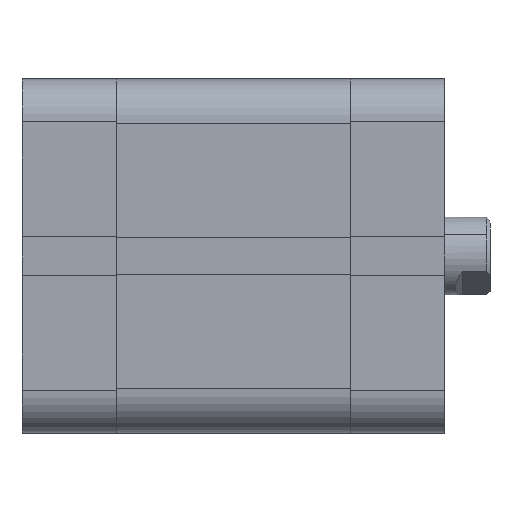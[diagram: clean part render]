
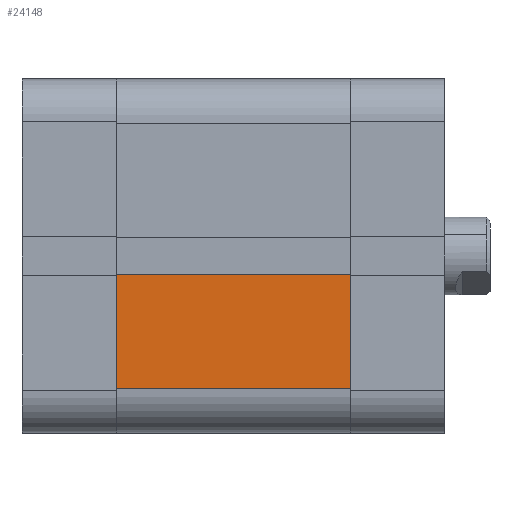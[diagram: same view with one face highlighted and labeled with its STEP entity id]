
A CAD part, front view. The second image highlights one B-rep face of the part: STEP entity #24148.
In plain terms, the highlighted planar face has unit normal (0, -1, 0).
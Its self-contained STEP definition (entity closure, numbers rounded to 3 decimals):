
#865 = VERTEX_POINT ( 'NONE', #13594 ) ;
#997 = VECTOR ( 'NONE', #3652, 1000. ) ;
#1275 = VECTOR ( 'NONE', #27085, 1000. ) ;
#2099 = VERTEX_POINT ( 'NONE', #7353 ) ;
#3652 = DIRECTION ( 'NONE',  ( 1., 0., 0. ) ) ;
#4304 = LINE ( 'NONE', #4621, #9117 ) ;
#4621 = CARTESIAN_POINT ( 'NONE',  ( 0., -27.25, -27.25 ) ) ;
#5301 = FACE_OUTER_BOUND ( 'NONE', #8759, .T. ) ;
#7254 = VERTEX_POINT ( 'NONE', #17541 ) ;
#7353 = CARTESIAN_POINT ( 'NONE',  ( 0., -27.25, -20.45 ) ) ;
#8047 = AXIS2_PLACEMENT_3D ( 'NONE', #21842, #15087, #17754 ) ;
#8759 = EDGE_LOOP ( 'NONE', ( #28500, #21969, #17277, #21183 ) ) ;
#9117 = VECTOR ( 'NONE', #9537, 1000. ) ;
#9537 = DIRECTION ( 'NONE',  ( 0., 0., -1. ) ) ;
#9884 = VERTEX_POINT ( 'NONE', #29814 ) ;
#10158 = LINE ( 'NONE', #17532, #1275 ) ;
#10265 = EDGE_CURVE ( 'NONE', #865, #7254, #10158, .T. ) ;
#11788 = VECTOR ( 'NONE', #16320, 1000. ) ;
#12894 = PLANE ( 'NONE',  #8047 ) ;
#13594 = CARTESIAN_POINT ( 'NONE',  ( 36., -27.25, -2.8 ) ) ;
#15087 = DIRECTION ( 'NONE',  ( 0., 1., 0. ) ) ;
#15945 = CARTESIAN_POINT ( 'NONE',  ( 36., -27.25, -20.45 ) ) ;
#16258 = EDGE_CURVE ( 'NONE', #7254, #2099, #4304, .T. ) ;
#16320 = DIRECTION ( 'NONE',  ( 0., 0., -1. ) ) ;
#17277 = ORIENTED_EDGE ( 'NONE', *, *, #25952, .T. ) ;
#17532 = CARTESIAN_POINT ( 'NONE',  ( 36.001, -27.25, -2.8 ) ) ;
#17541 = CARTESIAN_POINT ( 'NONE',  ( 0., -27.25, -2.8 ) ) ;
#17754 = DIRECTION ( 'NONE',  ( 0., 0., 1. ) ) ;
#21183 = ORIENTED_EDGE ( 'NONE', *, *, #30373, .F. ) ;
#21842 = CARTESIAN_POINT ( 'NONE',  ( 36., -27.25, -27.25 ) ) ;
#21969 = ORIENTED_EDGE ( 'NONE', *, *, #16258, .T. ) ;
#22866 = LINE ( 'NONE', #15945, #997 ) ;
#24148 = ADVANCED_FACE ( 'NONE', ( #5301 ), #12894, .F. ) ;
#25952 = EDGE_CURVE ( 'NONE', #2099, #9884, #22866, .T. ) ;
#27085 = DIRECTION ( 'NONE',  ( -1., 0., 0. ) ) ;
#28500 = ORIENTED_EDGE ( 'NONE', *, *, #10265, .T. ) ;
#28551 = LINE ( 'NONE', #30623, #11788 ) ;
#29814 = CARTESIAN_POINT ( 'NONE',  ( 36., -27.25, -20.45 ) ) ;
#30373 = EDGE_CURVE ( 'NONE', #865, #9884, #28551, .T. ) ;
#30623 = CARTESIAN_POINT ( 'NONE',  ( 36., -27.25, -27.25 ) ) ;
